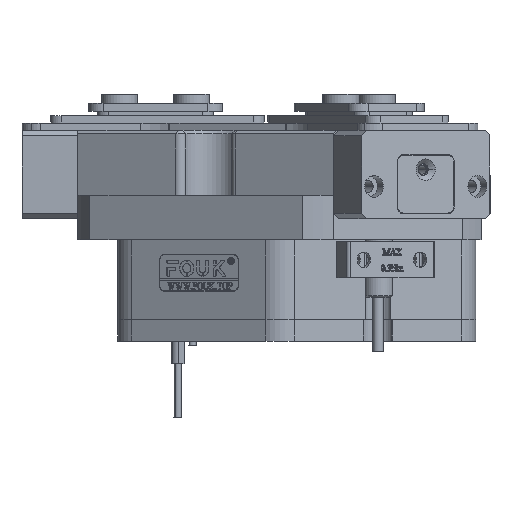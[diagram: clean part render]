
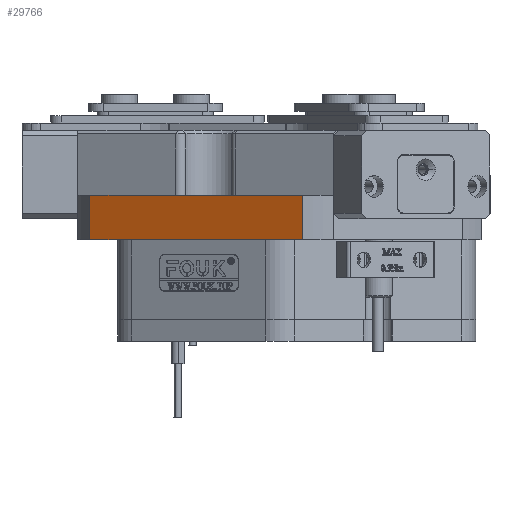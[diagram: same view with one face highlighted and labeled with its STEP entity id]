
A CAD part, front view. The second image highlights one B-rep face of the part: STEP entity #29766.
In plain terms, the highlighted planar face has unit normal (-0.5, -0.866, 0).
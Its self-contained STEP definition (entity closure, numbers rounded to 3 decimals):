
#732 = ORIENTED_EDGE ( 'NONE', *, *, #19326, .T. ) ;
#4349 = CARTESIAN_POINT ( 'NONE',  ( -105., 0., 0. ) ) ;
#6332 = VERTEX_POINT ( 'NONE', #59569 ) ;
#6793 = ORIENTED_EDGE ( 'NONE', *, *, #55758, .T. ) ;
#9321 = LINE ( 'NONE', #14647, #36533 ) ;
#14647 = CARTESIAN_POINT ( 'NONE',  ( 3.118, -62.422, 52.3 ) ) ;
#15250 = VERTEX_POINT ( 'NONE', #21049 ) ;
#16524 = VECTOR ( 'NONE', #37372, 1000. ) ;
#18105 = CARTESIAN_POINT ( 'NONE',  ( -105., 0., 22. ) ) ;
#19326 = EDGE_CURVE ( 'NONE', #39240, #15250, #9321, .T. ) ;
#19366 = DIRECTION ( 'NONE',  ( 0.866, -0.5, 0. ) ) ;
#21049 = CARTESIAN_POINT ( 'NONE',  ( 3.118, -62.422, 34.3 ) ) ;
#23514 = LINE ( 'NONE', #18105, #42702 ) ;
#25391 = DIRECTION ( 'NONE',  ( 0., 0., 1. ) ) ;
#27537 = FACE_OUTER_BOUND ( 'NONE', #41731, .T. ) ;
#28637 = CARTESIAN_POINT ( 'NONE',  ( -55.618, -28.511, 52.3 ) ) ;
#29766 = ADVANCED_FACE ( 'NONE', ( #27537 ), #50015, .T. ) ;
#32929 = VECTOR ( 'NONE', #59534, 1000. ) ;
#35086 = ORIENTED_EDGE ( 'NONE', *, *, #49561, .T. ) ;
#35704 = AXIS2_PLACEMENT_3D ( 'NONE', #4349, #60356, #19366 ) ;
#36533 = VECTOR ( 'NONE', #25391, 1000. ) ;
#37372 = DIRECTION ( 'NONE',  ( -0.866, 0.5, 0. ) ) ;
#39240 = VERTEX_POINT ( 'NONE', #46666 ) ;
#41721 = LINE ( 'NONE', #28637, #32929 ) ;
#41731 = EDGE_LOOP ( 'NONE', ( #35086, #6793, #732, #49040 ) ) ;
#42702 = VECTOR ( 'NONE', #48524, 1000. ) ;
#46666 = CARTESIAN_POINT ( 'NONE',  ( 3.118, -62.422, 22. ) ) ;
#47816 = EDGE_CURVE ( 'NONE', #15250, #6332, #66203, .T. ) ;
#48524 = DIRECTION ( 'NONE',  ( 0.866, -0.5, 0. ) ) ;
#49040 = ORIENTED_EDGE ( 'NONE', *, *, #47816, .T. ) ;
#49561 = EDGE_CURVE ( 'NONE', #6332, #62966, #41721, .T. ) ;
#50015 = PLANE ( 'NONE',  #35704 ) ;
#52820 = CARTESIAN_POINT ( 'NONE',  ( -55.618, -28.511, 22. ) ) ;
#55758 = EDGE_CURVE ( 'NONE', #62966, #39240, #23514, .T. ) ;
#59534 = DIRECTION ( 'NONE',  ( 0., 0., -1. ) ) ;
#59569 = CARTESIAN_POINT ( 'NONE',  ( -55.618, -28.511, 34.3 ) ) ;
#60356 = DIRECTION ( 'NONE',  ( -0.5, -0.866, 0. ) ) ;
#62308 = CARTESIAN_POINT ( 'NONE',  ( -105., 0., 34.3 ) ) ;
#62966 = VERTEX_POINT ( 'NONE', #52820 ) ;
#66203 = LINE ( 'NONE', #62308, #16524 ) ;
